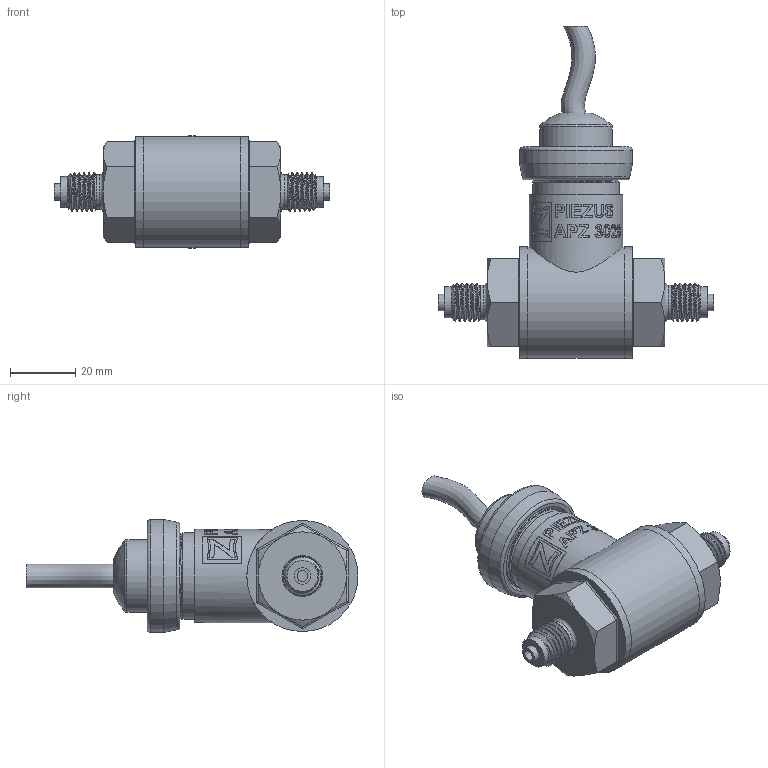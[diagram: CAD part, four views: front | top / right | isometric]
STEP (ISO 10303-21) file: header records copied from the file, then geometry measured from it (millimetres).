
FILE_DESCRIPTION(/* description */ (''),/* implementation_level */ '2;1');
FILE_NAME(/* name */ 'APZ3020_M12x1,5EN-axial_StainlessSteelCableGland.step',/* time_stamp */ '2021-07-28T15:08:03+03:00',/* author */ (''),/* organization */ (''),/* preprocessor_version */ 'ST-DEVELOPER v18.1',/* originating_system */ 'Autodesk Translation Framework v10.9.0.1377',/* authorisation */ '');
FILE_SCHEMA (('AUTOMOTIVE_DESIGN { 1 0 10303 214 3 1 1 }'));
Length unit declared in the file: millimetre
Products named in the file (8): АПЗ 3020 - filled; M12x1,5 EN; shell; shell2; Stainless steel cable gland assembly v4; wire; Stainless steel cable gland v2; Stainless steel cable gland nut v3
Assembly tree (7 placements, depth 3):
  АПЗ 3020 - filled
    M12x1,5 EN
    shell
    shell2
    Stainless steel cable gland assembly v4
      wire
      Stainless steel cable gland v2
      Stainless steel cable gland nut v3
Bounding box: 84.4 x 101.58 x 34.5 mm (x, y, z)
Volume: 71422.2 mm3; surface area: 26555.6 mm2
Topology: 5 solids, 5 shells, 455 faces, 1178 edges, 769 vertices
Faces by surface type: bspline 245, cylinder 112, plane 54, cone 33, torus 10, sphere 1
Full cylindrical faces by diameter (mm): 3.3 x2, 5 x2, 7.2 x1, 9.5 x2, 10.137 x10, 10.5 x2, 11.85 x8, 13 x1, 21.4 x1, 22.3 x2, 23.6 x1, 24 x3, 24.5 x2, 24.6 x4, 25.132 x4, 25.526 x2, 26.5 x5, 27.208 x3, 27.7 x1, 28.5 x1, 30 x2, 34 x3, 34.5 x1
Entity records: 25384 total; most frequent: CARTESIAN_POINT 15823, ORIENTED_EDGE 2356, EDGE_CURVE 1178, DIRECTION 1165, VERTEX_POINT 769, B_SPLINE_CURVE_WITH_KNOTS 600, EDGE_LOOP 499, FACE_OUTER_BOUND 455
